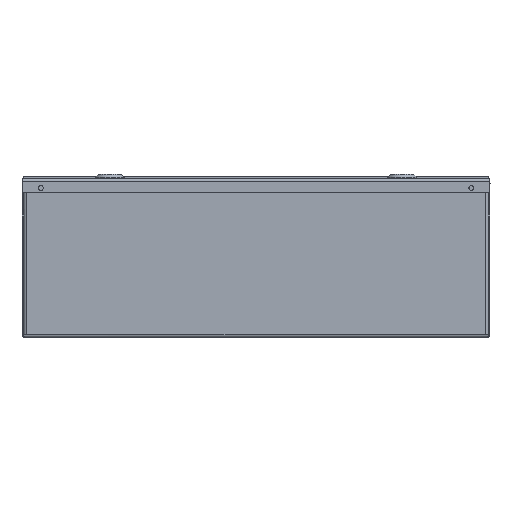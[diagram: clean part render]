
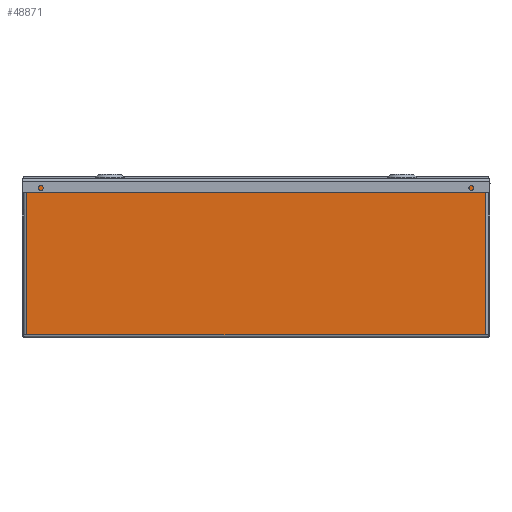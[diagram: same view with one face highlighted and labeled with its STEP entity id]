
A CAD part, front view. The second image highlights one B-rep face of the part: STEP entity #48871.
In plain terms, the highlighted planar face has unit normal (0, -1, 0).
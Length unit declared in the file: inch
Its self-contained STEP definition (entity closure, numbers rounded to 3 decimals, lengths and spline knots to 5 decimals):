
#1104 = VERTEX_POINT ( 'NONE', #13983 ) ;
#1348 = CARTESIAN_POINT ( 'NONE',  ( -9., -4.5, 0.112 ) ) ;
#2273 = CARTESIAN_POINT ( 'NONE',  ( 8.828, -4.5, 0.117 ) ) ;
#2743 = ORIENTED_EDGE ( 'NONE', *, *, #11627, .F. ) ;
#4414 = VECTOR ( 'NONE', #44569, 39.37008 ) ;
#5384 = VERTEX_POINT ( 'NONE', #17041 ) ;
#6010 = ORIENTED_EDGE ( 'NONE', *, *, #33492, .T. ) ;
#6327 = EDGE_CURVE ( 'NONE', #41234, #10321, #18067, .T. ) ;
#7015 = CARTESIAN_POINT ( 'NONE',  ( -8.94, -4.5, 0. ) ) ;
#7192 = VECTOR ( 'NONE', #44184, 39.37008 ) ;
#7472 = VECTOR ( 'NONE', #43671, 39.37008 ) ;
#10321 = VERTEX_POINT ( 'NONE', #34397 ) ;
#10560 = LINE ( 'NONE', #51353, #34467 ) ;
#10572 = VERTEX_POINT ( 'NONE', #17055 ) ;
#10668 = EDGE_CURVE ( 'NONE', #46073, #10572, #33045, .T. ) ;
#10671 = VECTOR ( 'NONE', #14415, 39.37008 ) ;
#11627 = EDGE_CURVE ( 'NONE', #5384, #46073, #10560, .T. ) ;
#13822 = CARTESIAN_POINT ( 'NONE',  ( -8.828, -4.5, 0. ) ) ;
#13876 = CARTESIAN_POINT ( 'NONE',  ( -9., -4.5, 5.888 ) ) ;
#13983 = CARTESIAN_POINT ( 'NONE',  ( -8.828, -4.5, 0.117 ) ) ;
#14415 = DIRECTION ( 'NONE',  ( -1., 0., 0. ) ) ;
#15374 = CARTESIAN_POINT ( 'NONE',  ( -8.94, -4.5, 0.117 ) ) ;
#16428 = ORIENTED_EDGE ( 'NONE', *, *, #6327, .T. ) ;
#16707 = EDGE_CURVE ( 'NONE', #40026, #10572, #38953, .T. ) ;
#17041 = CARTESIAN_POINT ( 'NONE',  ( 8.94, -4.5, 0.117 ) ) ;
#17055 = CARTESIAN_POINT ( 'NONE',  ( -8.94, -4.5, 0.112 ) ) ;
#17585 = CARTESIAN_POINT ( 'NONE',  ( -9., -4.5, 0.117 ) ) ;
#18067 = LINE ( 'NONE', #13876, #10671 ) ;
#19949 = ORIENTED_EDGE ( 'NONE', *, *, #33561, .T. ) ;
#22565 = DIRECTION ( 'NONE',  ( 0., 0., -1. ) ) ;
#23164 = CARTESIAN_POINT ( 'NONE',  ( 8.828, -4.5, 5.888 ) ) ;
#23302 = ORIENTED_EDGE ( 'NONE', *, *, #16707, .T. ) ;
#28194 = CARTESIAN_POINT ( 'NONE',  ( 8.828, -4.5, 0. ) ) ;
#28514 = FACE_OUTER_BOUND ( 'NONE', #35570, .T. ) ;
#29168 = VECTOR ( 'NONE', #49250, 39.37008 ) ;
#29568 = CARTESIAN_POINT ( 'NONE',  ( 8.94, -4.5, 0.112 ) ) ;
#30453 = DIRECTION ( 'NONE',  ( 0., 0., -1. ) ) ;
#31436 = VERTEX_POINT ( 'NONE', #2273 ) ;
#31942 = PLANE ( 'NONE',  #46765 ) ;
#33045 = LINE ( 'NONE', #1348, #4414 ) ;
#33492 = EDGE_CURVE ( 'NONE', #10321, #1104, #42367, .T. ) ;
#33561 = EDGE_CURVE ( 'NONE', #1104, #40026, #40639, .T. ) ;
#34200 = VECTOR ( 'NONE', #50208, 39.37008 ) ;
#34397 = CARTESIAN_POINT ( 'NONE',  ( -8.828, -4.5, 5.888 ) ) ;
#34467 = VECTOR ( 'NONE', #30453, 39.37008 ) ;
#35570 = EDGE_LOOP ( 'NONE', ( #42794, #41349, #16428, #6010, #19949, #23302, #46070, #2743 ) ) ;
#38953 = LINE ( 'NONE', #7015, #7472 ) ;
#39786 = CARTESIAN_POINT ( 'NONE',  ( -9., -4.5, 0.117 ) ) ;
#40026 = VERTEX_POINT ( 'NONE', #15374 ) ;
#40046 = CARTESIAN_POINT ( 'NONE',  ( -9., -4.5, 0. ) ) ;
#40514 = LINE ( 'NONE', #28194, #7192 ) ;
#40639 = LINE ( 'NONE', #17585, #29168 ) ;
#41089 = EDGE_CURVE ( 'NONE', #31436, #41234, #40514, .T. ) ;
#41234 = VERTEX_POINT ( 'NONE', #23164 ) ;
#41349 = ORIENTED_EDGE ( 'NONE', *, *, #41089, .T. ) ;
#42367 = LINE ( 'NONE', #13822, #34200 ) ;
#42794 = ORIENTED_EDGE ( 'NONE', *, *, #48847, .T. ) ;
#43671 = DIRECTION ( 'NONE',  ( 0., 0., -1. ) ) ;
#44184 = DIRECTION ( 'NONE',  ( 0., 0., 1. ) ) ;
#44504 = DIRECTION ( 'NONE',  ( 0., -1., 0. ) ) ;
#44569 = DIRECTION ( 'NONE',  ( -1., 0., 0. ) ) ;
#46070 = ORIENTED_EDGE ( 'NONE', *, *, #10668, .F. ) ;
#46073 = VERTEX_POINT ( 'NONE', #29568 ) ;
#46666 = LINE ( 'NONE', #39786, #48436 ) ;
#46765 = AXIS2_PLACEMENT_3D ( 'NONE', #40046, #44504, #22565 ) ;
#47638 = DIRECTION ( 'NONE',  ( -1., 0., 0. ) ) ;
#48436 = VECTOR ( 'NONE', #47638, 39.37008 ) ;
#48847 = EDGE_CURVE ( 'NONE', #5384, #31436, #46666, .T. ) ;
#48871 = ADVANCED_FACE ( 'NONE', ( #28514 ), #31942, .T. ) ;
#49250 = DIRECTION ( 'NONE',  ( -1., 0., 0. ) ) ;
#50208 = DIRECTION ( 'NONE',  ( 0., 0., -1. ) ) ;
#51353 = CARTESIAN_POINT ( 'NONE',  ( 8.94, -4.5, 3.056 ) ) ;
